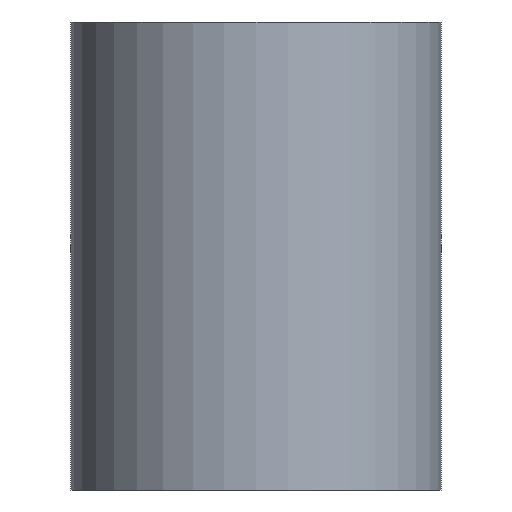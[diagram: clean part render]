
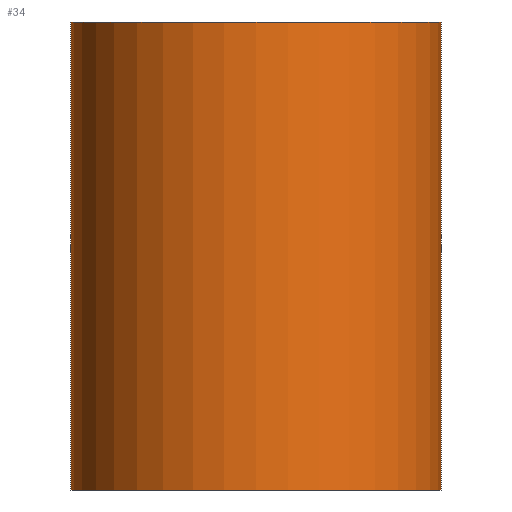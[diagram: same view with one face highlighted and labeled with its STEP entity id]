
A CAD part, front view. The second image highlights one B-rep face of the part: STEP entity #34.
In plain terms, the highlighted cylindrical face has radius 47.5 mm (diameter 95 mm), a partial arc.
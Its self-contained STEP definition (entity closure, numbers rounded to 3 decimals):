
#14 = EDGE_CURVE ( 'NONE', #94, #93, #154, .T. ) ;
#15 = ORIENTED_EDGE ( 'NONE', *, *, #14, .T. ) ;
#16 = ORIENTED_EDGE ( 'NONE', *, *, #113, .T. ) ;
#17 = ORIENTED_EDGE ( 'NONE', *, *, #18, .F. ) ;
#18 = EDGE_CURVE ( 'NONE', #82, #117, #241, .T. ) ;
#34 = ADVANCED_FACE ( 'NONE', ( #271 ), #264, .T. ) ;
#35 = EDGE_LOOP ( 'NONE', ( #36, #15, #16, #17 ) ) ;
#36 = ORIENTED_EDGE ( 'NONE', *, *, #81, .F. ) ;
#81 = EDGE_CURVE ( 'NONE', #94, #82, #322, .T. ) ;
#82 = VERTEX_POINT ( 'NONE', #318 ) ;
#93 = VERTEX_POINT ( 'NONE', #195 ) ;
#94 = VERTEX_POINT ( 'NONE', #194 ) ;
#113 = EDGE_CURVE ( 'NONE', #93, #117, #135, .T. ) ;
#117 = VERTEX_POINT ( 'NONE', #126 ) ;
#126 = CARTESIAN_POINT ( 'NONE',  ( 47.5, 0., 0. ) ) ;
#132 = DIRECTION ( 'NONE',  ( 0., 0., 1. ) ) ;
#133 = VECTOR ( 'NONE', #132, 1000. ) ;
#134 = CARTESIAN_POINT ( 'NONE',  ( 47.5, 0., 0. ) ) ;
#135 = LINE ( 'NONE', #134, #133 ) ;
#151 = DIRECTION ( 'NONE',  ( 0., 0., 1. ) ) ;
#152 = CARTESIAN_POINT ( 'NONE',  ( 0., 0., -120. ) ) ;
#153 = AXIS2_PLACEMENT_3D ( 'NONE', #152, #151, #242 ) ;
#154 = CIRCLE ( 'NONE', #153, 47.5 ) ;
#194 = CARTESIAN_POINT ( 'NONE',  ( -47.5, 0., -120. ) ) ;
#195 = CARTESIAN_POINT ( 'NONE',  ( 47.5, 0., -120. ) ) ;
#237 = DIRECTION ( 'NONE',  ( 1., 0., 0. ) ) ;
#238 = DIRECTION ( 'NONE',  ( 0., 0., 1. ) ) ;
#239 = CARTESIAN_POINT ( 'NONE',  ( 0., 0., 0. ) ) ;
#240 = AXIS2_PLACEMENT_3D ( 'NONE', #239, #238, #237 ) ;
#241 = CIRCLE ( 'NONE', #240, 47.5 ) ;
#242 = DIRECTION ( 'NONE',  ( 1., 0., 0. ) ) ;
#261 = DIRECTION ( 'NONE',  ( 1., 0., 0. ) ) ;
#262 = DIRECTION ( 'NONE',  ( 0., 0., 1. ) ) ;
#263 = AXIS2_PLACEMENT_3D ( 'NONE', #266, #262, #261 ) ;
#264 = CYLINDRICAL_SURFACE ( 'NONE', #263, 47.5 ) ;
#266 = CARTESIAN_POINT ( 'NONE',  ( 0., 0., 0. ) ) ;
#271 = FACE_OUTER_BOUND ( 'NONE', #35, .T. ) ;
#318 = CARTESIAN_POINT ( 'NONE',  ( -47.5, 0., 0. ) ) ;
#319 = DIRECTION ( 'NONE',  ( 0., 0., 1. ) ) ;
#320 = VECTOR ( 'NONE', #319, 1000. ) ;
#321 = CARTESIAN_POINT ( 'NONE',  ( -47.5, 0., 0. ) ) ;
#322 = LINE ( 'NONE', #321, #320 ) ;
